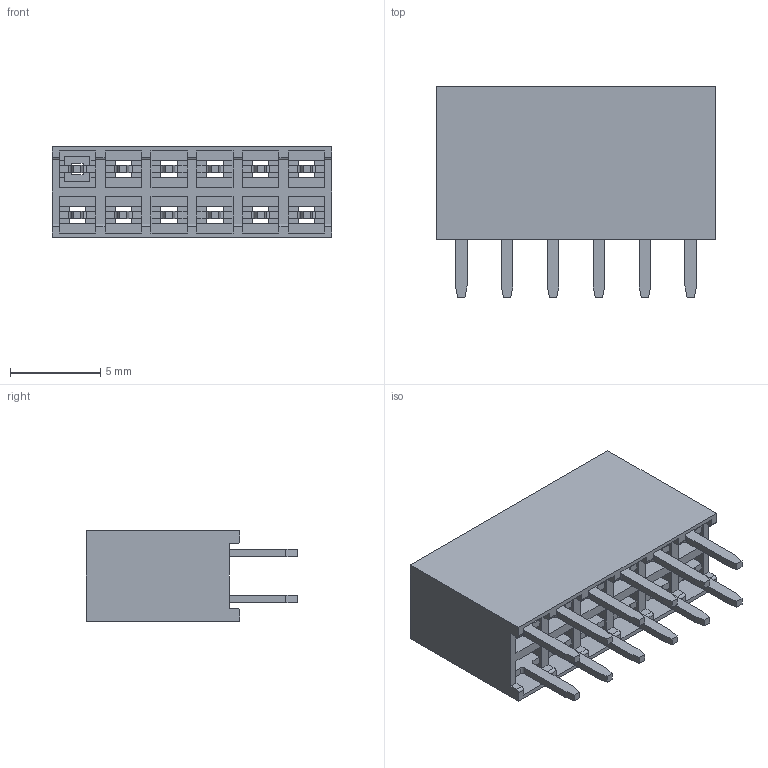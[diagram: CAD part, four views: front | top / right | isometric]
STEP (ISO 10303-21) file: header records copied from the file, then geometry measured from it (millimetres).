
FILE_DESCRIPTION(('STEP AP214'),'1');
FILE_NAME('female_header_a-bl254-dg-g12d.stp','2017-04-01T04:44:39',('TraceParts'),('TraceParts S.A.'),'Spatial InterOp 3D',' ',' ');
FILE_SCHEMA(('automotive_design'));
Length unit declared in the file: millimetre
Products named in the file (1): female_header_a-bl254-dg-g12d
Bounding box: 15.49 x 11.7 x 5 mm (x, y, z)
Volume: 287.1 mm3; surface area: 1370.6 mm2
Topology: 1 solids, 1 shells, 386 faces, 1182 edges, 788 vertices
Faces by surface type: plane 348, cylinder 38
Entity records: 16202 total; most frequent: ORIENTED_EDGE 2364, CARTESIAN_POINT 2357, DIRECTION 2032, EDGE_CURVE 1182, LINE 1106, VECTOR 1106, VERTEX_POINT 788, AXIS2_PLACEMENT_3D 463
